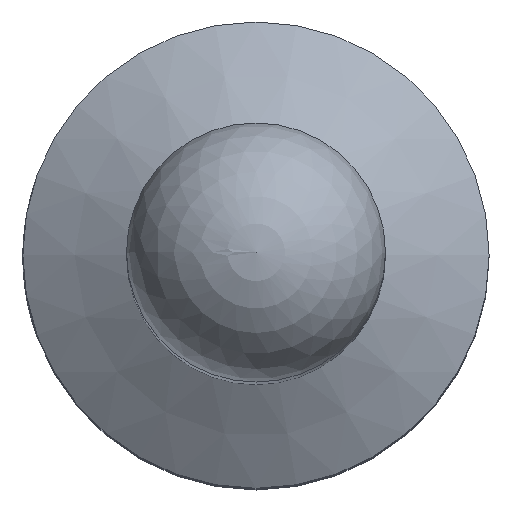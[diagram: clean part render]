
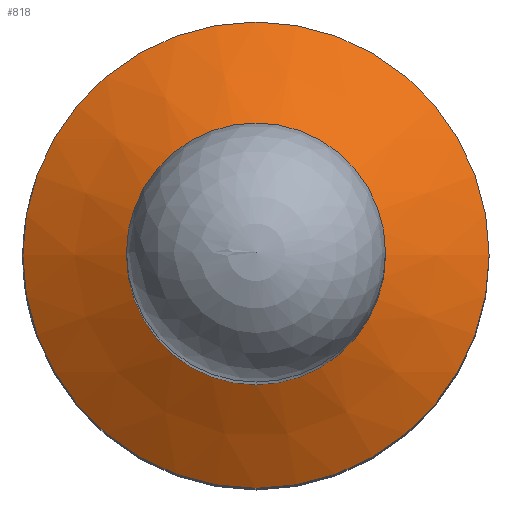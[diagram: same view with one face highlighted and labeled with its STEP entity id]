
A CAD part, top view. The second image highlights one B-rep face of the part: STEP entity #818.
In plain terms, the highlighted conical face has half-angle 60 degrees and reference radius 1.35 mm.
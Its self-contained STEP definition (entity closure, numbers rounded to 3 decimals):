
#807=CONICAL_SURFACE('',#3444,1.35,60.);
#818=ADVANCED_FACE('',(#1013,#1014),#807,.T.);
#1013=FACE_BOUND('',#1083,.T.);
#1014=FACE_BOUND('',#1084,.T.);
#1083=EDGE_LOOP('',(#1304));
#1084=EDGE_LOOP('',(#1305));
#1304=ORIENTED_EDGE('',*,*,#2067,.T.);
#1305=ORIENTED_EDGE('',*,*,#2068,.T.);
#1868=VERTEX_POINT('',#4825);
#1869=VERTEX_POINT('',#4827);
#2067=EDGE_CURVE('',#1868,#1868,#2349,.T.);
#2068=EDGE_CURVE('',#1869,#1869,#2350,.T.);
#2349=CIRCLE('',#3442,1.25);
#2350=CIRCLE('',#3443,2.25);
#3442=AXIS2_PLACEMENT_3D('',#4824,#3837,#3838);
#3443=AXIS2_PLACEMENT_3D('',#4826,#3839,#3840);
#3444=AXIS2_PLACEMENT_3D('',#4828,#3841,#3842);
#3837=DIRECTION('',(0.,0.,-1.));
#3838=DIRECTION('',(-1.,0.,0.));
#3839=DIRECTION('',(0.,0.,1.));
#3840=DIRECTION('',(-1.,0.,0.));
#3841=DIRECTION('',(0.,0.,-1.));
#3842=DIRECTION('',(-1.,0.,0.));
#4824=CARTESIAN_POINT('',(0.,0.,9.9));
#4825=CARTESIAN_POINT('',(-1.25,0.,9.9));
#4826=CARTESIAN_POINT('',(0.,0.,9.323));
#4827=CARTESIAN_POINT('',(-2.25,0.,9.323));
#4828=CARTESIAN_POINT('',(0.,0.,9.842));
